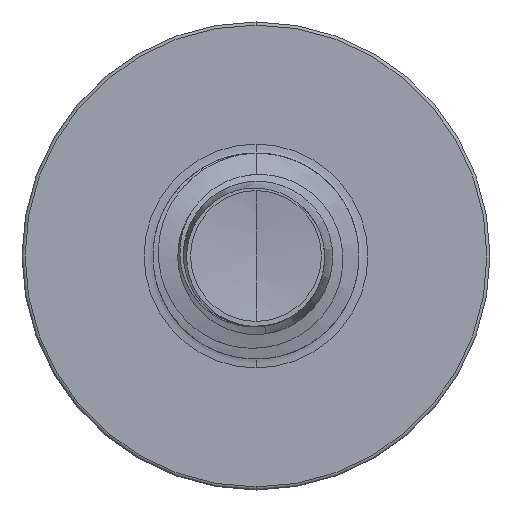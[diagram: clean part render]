
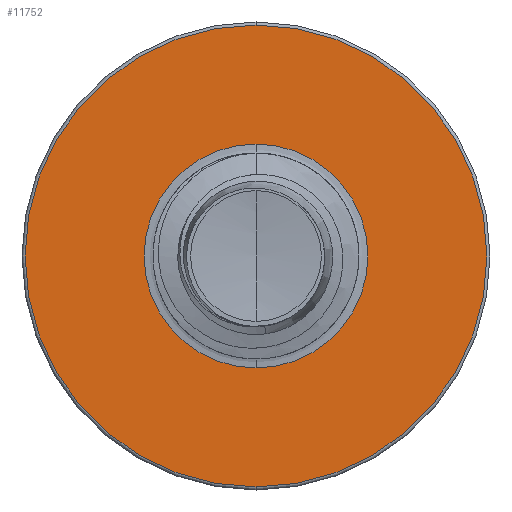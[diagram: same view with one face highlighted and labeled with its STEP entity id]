
A CAD part, front view. The second image highlights one B-rep face of the part: STEP entity #11752.
In plain terms, the highlighted planar face has unit normal (0, -1, 0).
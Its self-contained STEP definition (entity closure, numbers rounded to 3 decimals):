
#709 = CIRCLE ( 'NONE', #4247, 2.467 ) ;
#1755 = CARTESIAN_POINT ( 'NONE',  ( 0., 6.5, -1.196 ) ) ;
#3802 = AXIS2_PLACEMENT_3D ( 'NONE', #18471, #18458, #18439 ) ;
#4247 = AXIS2_PLACEMENT_3D ( 'NONE', #5602, #5576, #5571 ) ;
#5571 = DIRECTION ( 'NONE',  ( 0., 0., 1. ) ) ;
#5576 = DIRECTION ( 'NONE',  ( 0., 1., 0. ) ) ;
#5602 = CARTESIAN_POINT ( 'NONE',  ( 0., 6.5, 0. ) ) ;
#6116 = FACE_BOUND ( 'NONE', #15049, .T. ) ;
#6442 = VERTEX_POINT ( 'NONE', #1755 ) ;
#6776 = ORIENTED_EDGE ( 'NONE', *, *, #11872, .T. ) ;
#6808 = AXIS2_PLACEMENT_3D ( 'NONE', #10190, #10167, #10163 ) ;
#6843 = AXIS2_PLACEMENT_3D ( 'NONE', #18330, #18176, #18037 ) ;
#6969 = AXIS2_PLACEMENT_3D ( 'NONE', #18871, #18546, #18534 ) ;
#9476 = CIRCLE ( 'NONE', #6808, 1.196 ) ;
#10163 = DIRECTION ( 'NONE',  ( 0., 0., 1. ) ) ;
#10167 = DIRECTION ( 'NONE',  ( 0., 1., 0. ) ) ;
#10190 = CARTESIAN_POINT ( 'NONE',  ( 0., 6.5, 0. ) ) ;
#11195 = FACE_OUTER_BOUND ( 'NONE', #19099, .T. ) ;
#11635 = CIRCLE ( 'NONE', #6843, 2.467 ) ;
#11752 = ADVANCED_FACE ( 'NONE', ( #11195, #6116 ), #18607, .F. ) ;
#11755 = EDGE_CURVE ( 'NONE', #17302, #6442, #19827, .T. ) ;
#11842 = EDGE_CURVE ( 'NONE', #15933, #18034, #11635, .T. ) ;
#11872 = EDGE_CURVE ( 'NONE', #6442, #17302, #9476, .T. ) ;
#14218 = ORIENTED_EDGE ( 'NONE', *, *, #11755, .T. ) ;
#14479 = EDGE_CURVE ( 'NONE', #18034, #15933, #709, .T. ) ;
#15049 = EDGE_LOOP ( 'NONE', ( #14218, #6776 ) ) ;
#15646 = CARTESIAN_POINT ( 'NONE',  ( 0., 6.5, 1.196 ) ) ;
#15933 = VERTEX_POINT ( 'NONE', #15981 ) ;
#15981 = CARTESIAN_POINT ( 'NONE',  ( 0., 6.5, -2.467 ) ) ;
#17079 = ORIENTED_EDGE ( 'NONE', *, *, #11842, .F. ) ;
#17302 = VERTEX_POINT ( 'NONE', #15646 ) ;
#18034 = VERTEX_POINT ( 'NONE', #18779 ) ;
#18037 = DIRECTION ( 'NONE',  ( 0., 0., 1. ) ) ;
#18176 = DIRECTION ( 'NONE',  ( 0., 1., 0. ) ) ;
#18330 = CARTESIAN_POINT ( 'NONE',  ( 0., 6.5, 0. ) ) ;
#18439 = DIRECTION ( 'NONE',  ( 0., 0., 1. ) ) ;
#18458 = DIRECTION ( 'NONE',  ( 0., 1., 0. ) ) ;
#18471 = CARTESIAN_POINT ( 'NONE',  ( 0., 6.5, 0. ) ) ;
#18534 = DIRECTION ( 'NONE',  ( 0., 0., 1. ) ) ;
#18546 = DIRECTION ( 'NONE',  ( 0., 1., 0. ) ) ;
#18607 = PLANE ( 'NONE',  #6969 ) ;
#18779 = CARTESIAN_POINT ( 'NONE',  ( 0., 6.5, 2.467 ) ) ;
#18871 = CARTESIAN_POINT ( 'NONE',  ( 0., 6.5, -1.196 ) ) ;
#19099 = EDGE_LOOP ( 'NONE', ( #20286, #17079 ) ) ;
#19827 = CIRCLE ( 'NONE', #3802, 1.196 ) ;
#20286 = ORIENTED_EDGE ( 'NONE', *, *, #14479, .F. ) ;
